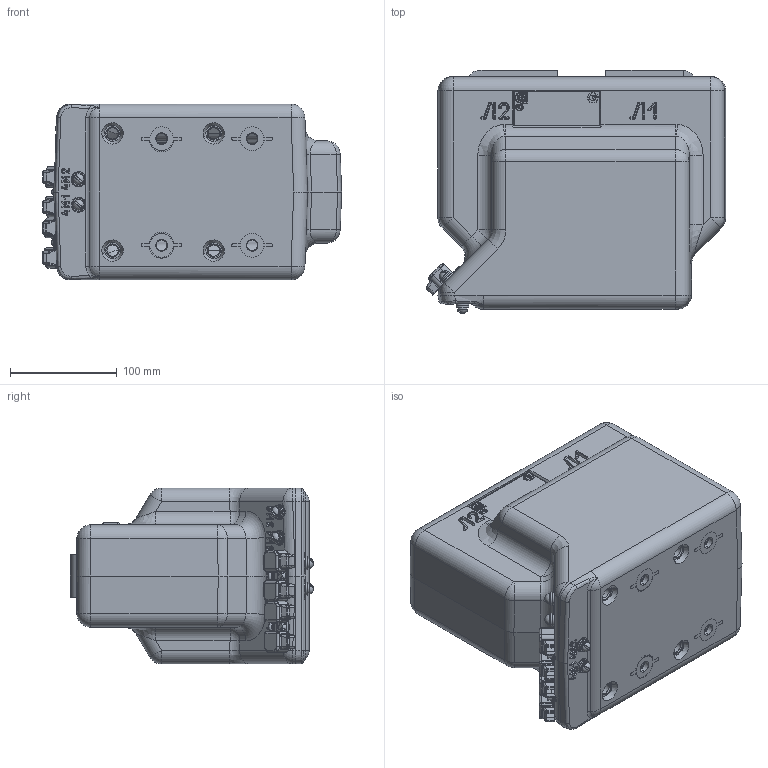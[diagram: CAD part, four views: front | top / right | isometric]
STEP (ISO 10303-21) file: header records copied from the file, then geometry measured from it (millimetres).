
FILE_DESCRIPTION (( 'STEP AP203' ), '1' );
FILE_NAME ('ﾒﾎﾋ-10-I-16 (5-1000)ﾀ.STEP', '2018-06-01T03:12:45', ( '' ), ( '' ), 'SwSTEP 2.0', 'SolidWorks 2010', '' );
FILE_SCHEMA (( 'CONFIG_CONTROL_DESIGN' ));
Length unit declared in the file: millimetre
Products named in the file (1): ﾒﾎﾋ-10-I-16 (5-1000)ﾀ
Bounding box: 280.85 x 228.12 x 165 mm (x, y, z)
Surface area: 257224.3 mm2 (no closed solid volume)
Topology: 0 solids, 55 shells, 987 faces, 3121 edges, 2115 vertices
Faces by surface type: plane 331, cylinder 253, cone 174, bspline 157, sphere 45, torus 27
Entity records: 39158 total; most frequent: CARTESIAN_POINT 13221, DIRECTION 5223, ORIENTED_EDGE 5196, EDGE_CURVE 3097, VERTEX_POINT 2115, AXIS2_PLACEMENT_3D 1887, VECTOR 1449, LINE 1449
